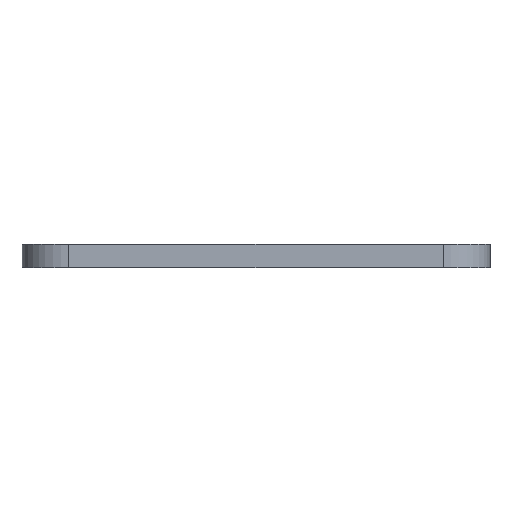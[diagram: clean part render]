
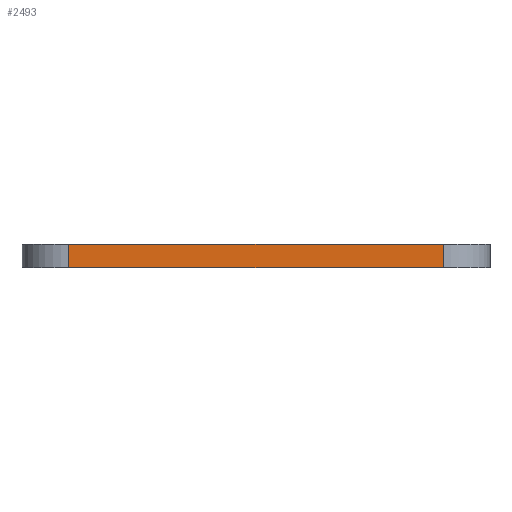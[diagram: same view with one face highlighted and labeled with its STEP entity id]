
A CAD part, front view. The second image highlights one B-rep face of the part: STEP entity #2493.
In plain terms, the highlighted planar face has unit normal (0, -1, 0).
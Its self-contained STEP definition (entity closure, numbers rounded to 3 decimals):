
#334=FACE_OUTER_BOUND('',#472,.T.);
#472=EDGE_LOOP('',(#2228,#2229,#2230,#2231));
#705=LINE('',#4540,#945);
#711=LINE('',#4557,#951);
#712=LINE('',#4560,#952);
#713=LINE('',#4561,#953);
#945=VECTOR('',#2950,10.);
#951=VECTOR('',#2966,10.);
#952=VECTOR('',#2969,10.);
#953=VECTOR('',#2970,10.);
#1191=VERTEX_POINT('',#4537);
#1192=VERTEX_POINT('',#4539);
#1198=VERTEX_POINT('',#4555);
#1199=VERTEX_POINT('',#4559);
#1549=EDGE_CURVE('',#1192,#1191,#705,.T.);
#1558=EDGE_CURVE('',#1191,#1198,#711,.T.);
#1559=EDGE_CURVE('',#1199,#1198,#712,.T.);
#1560=EDGE_CURVE('',#1192,#1199,#713,.T.);
#2228=ORIENTED_EDGE('',*,*,#1549,.T.);
#2229=ORIENTED_EDGE('',*,*,#1558,.T.);
#2230=ORIENTED_EDGE('',*,*,#1559,.F.);
#2231=ORIENTED_EDGE('',*,*,#1560,.F.);
#2365=PLANE('',#2584);
#2493=ADVANCED_FACE('',(#334),#2365,.T.);
#2584=AXIS2_PLACEMENT_3D('',#4558,#2967,#2968);
#2950=DIRECTION('',(-1.,0.,0.));
#2966=DIRECTION('',(0.,0.,-1.));
#2967=DIRECTION('center_axis',(0.,-1.,0.));
#2968=DIRECTION('ref_axis',(-1.,0.,0.));
#2969=DIRECTION('',(-1.,0.,0.));
#2970=DIRECTION('',(0.,0.,-1.));
#4537=CARTESIAN_POINT('',(2.,-201.,0.));
#4539=CARTESIAN_POINT('',(18.,-201.,0.));
#4540=CARTESIAN_POINT('',(18.,-201.,0.));
#4555=CARTESIAN_POINT('',(2.,-201.,-1.));
#4557=CARTESIAN_POINT('',(2.,-201.,0.));
#4558=CARTESIAN_POINT('Origin',(18.,-201.,0.));
#4559=CARTESIAN_POINT('',(18.,-201.,-1.));
#4560=CARTESIAN_POINT('',(18.,-201.,-1.));
#4561=CARTESIAN_POINT('',(18.,-201.,0.));
